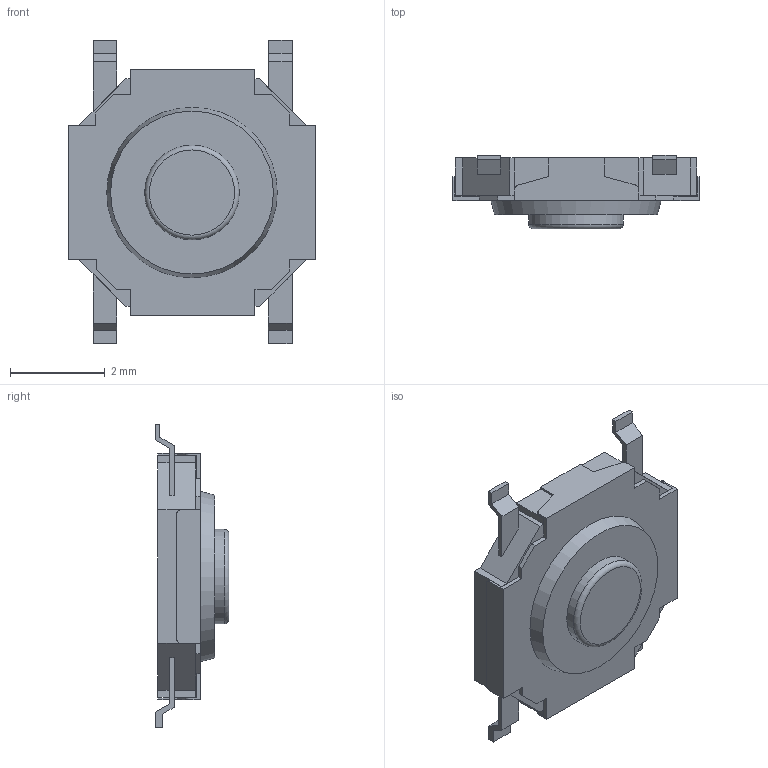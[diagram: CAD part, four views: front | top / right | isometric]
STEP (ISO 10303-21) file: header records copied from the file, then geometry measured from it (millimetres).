
FILE_DESCRIPTION(/* description */ ('Unknown'),/* implementation_level */ '2;1');
FILE_NAME(/* name */ 'RS187R05A2DSMTRT',/* time_stamp */ '2023-07-12T09:36:58+02:00',/* author */ ('Unknown'),/* organization */ ('Unknown'),/* preprocessor_version */ 'ST-DEVELOPER v18.102',/* originating_system */ 'Solid Edge',/* authorisation */ 'Unknown');
FILE_SCHEMA (('AUTOMOTIVE_DESIGN {1 0 10303 214 3 1 1}'));
Length unit declared in the file: millimetre
Products named in the file (1): RS187R05A2DSMTRT
Bounding box: 5.2 x 1.56 x 6.41 mm (x, y, z)
Volume: 24.7 mm3; surface area: 95.2 mm2
Topology: 1 solids, 1 shells, 115 faces, 318 edges, 212 vertices
Faces by surface type: plane 104, cylinder 9, torus 1, cone 1
Full cylindrical faces by diameter (mm): 2 x1
Entity records: 4411 total; most frequent: CARTESIAN_POINT 639, ORIENTED_EDGE 626, DIRECTION 566, EDGE_CURVE 313, LINE 292, VECTOR 292, VERTEX_POINT 210, AXIS2_PLACEMENT_3D 137
